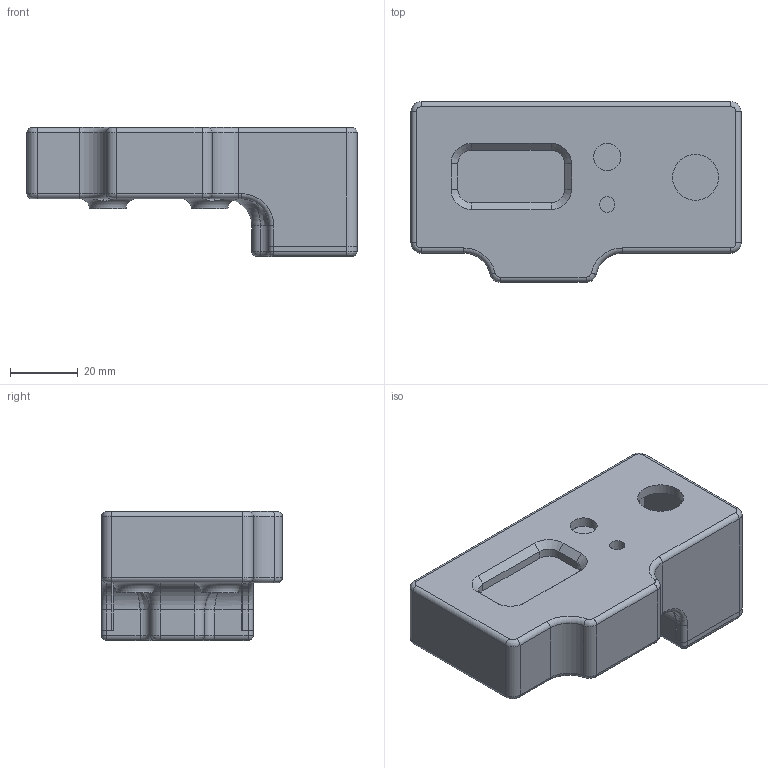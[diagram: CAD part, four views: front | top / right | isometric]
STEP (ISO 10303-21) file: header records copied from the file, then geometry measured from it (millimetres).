
FILE_DESCRIPTION(/* description */ ('','CAx-IF Rec.Pracs.---Representation and Presentation of Product Manufacturing Information (PMI)---4.0---2014-10-13'),/* implementation_level */ '2;1');
FILE_NAME(/* name */ 'Vacuum Former V5 Control Box.step',/* time_stamp */ '2025-02-19T21:51:33+11:00',/* author */ (''),/* organization */ (''),/* preprocessor_version */ 'ST-DEVELOPER v20',/* originating_system */ 'Autodesk Translation Framework v13.20.0.188',/* authorisation */ '');
FILE_SCHEMA (('AP242_MANAGED_MODEL_BASED_3D_ENGINEERING_MIM_LF { 1 0 10303 442 1 1 4 }'));
Length unit declared in the file: millimetre
Products named in the file (1): Vacuum Former V5 Control Box
Bounding box: 97.2 x 53.2 x 38 mm (x, y, z)
Volume: 62952 mm3; surface area: 34046 mm2
Topology: 2 solids, 2 shells, 198 faces, 496 edges, 308 vertices
Faces by surface type: plane 90, cylinder 64, bspline 20, torus 18, cone 4, sphere 2
Full cylindrical faces by diameter (mm): 4.5 x1, 4.8 x4, 6.4 x1, 8 x1, 13.5 x1
Entity records: 6566 total; most frequent: CARTESIAN_POINT 1759, DIRECTION 1019, ORIENTED_EDGE 988, EDGE_CURVE 494, AXIS2_PLACEMENT_3D 370, VERTEX_POINT 308, LINE 279, VECTOR 279
